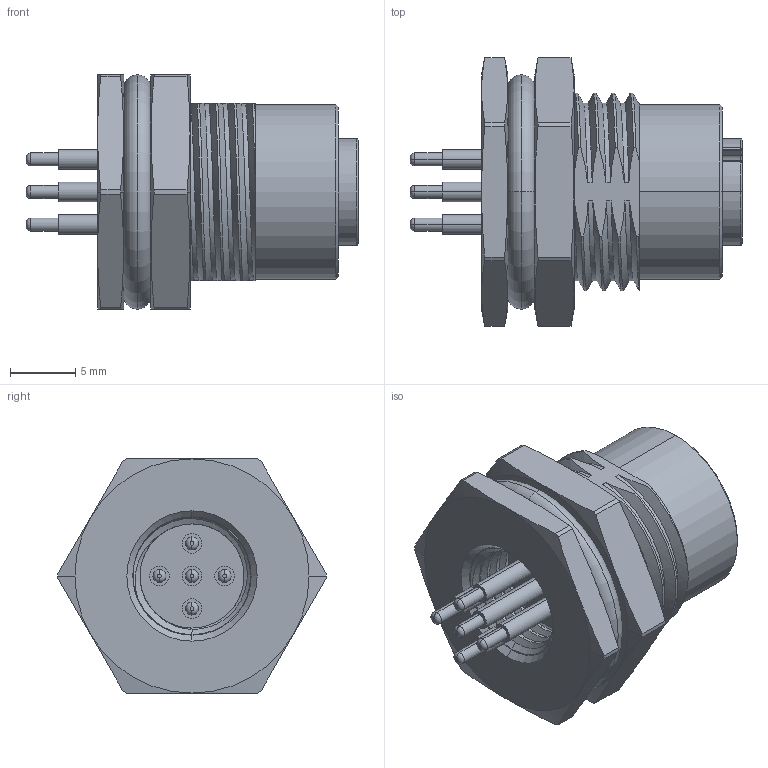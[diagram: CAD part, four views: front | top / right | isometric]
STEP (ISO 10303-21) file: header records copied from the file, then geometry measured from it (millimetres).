
FILE_DESCRIPTION (( 'STEP AP214' ), '1' );
FILE_NAME ('M12A-05PFFP-SF8001.STEP', '2020-04-04T15:13:41', ( '' ), ( '' ), 'SwSTEP 2.0', 'SolidWorks 2017', '' );
FILE_SCHEMA (( 'AUTOMOTIVE_DESIGN' ));
Length unit declared in the file: millimetre
Products named in the file (1): M12A-05PFFP-SF8001
Bounding box: 25.5 x 20.6 x 18 mm (x, y, z)
Volume: 3062.6 mm3; surface area: 4076.2 mm2
Topology: 15 solids, 15 shells, 283 faces, 641 edges, 405 vertices
Faces by surface type: cylinder 94, plane 83, torus 47, bspline 39, cone 15, sphere 5
Entity records: 16163 total; most frequent: CARTESIAN_POINT 9971, ORIENTED_EDGE 1270, DIRECTION 1231, EDGE_CURVE 635, AXIS2_PLACEMENT_3D 528, VERTEX_POINT 403, EDGE_LOOP 310, ADVANCED_FACE 283
